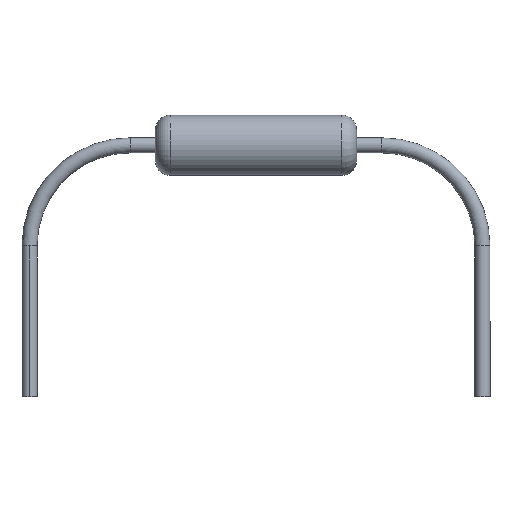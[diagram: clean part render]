
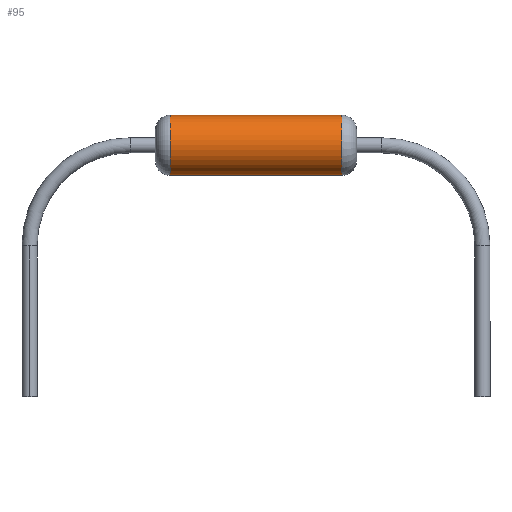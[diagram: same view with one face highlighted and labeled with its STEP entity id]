
A CAD part, top view. The second image highlights one B-rep face of the part: STEP entity #95.
In plain terms, the highlighted cylindrical face has radius 0.6 mm (diameter 1.2 mm), a partial arc.
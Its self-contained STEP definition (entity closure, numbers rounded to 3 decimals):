
#54 = EDGE_CURVE ( 'NONE', #55, #86, #626, .T. ) ;
#55 = VERTEX_POINT ( 'NONE', #605 ) ;
#65 = EDGE_CURVE ( 'NONE', #72, #55, #749, .T. ) ;
#66 = ORIENTED_EDGE ( 'NONE', *, *, #65, .F. ) ;
#70 = ORIENTED_EDGE ( 'NONE', *, *, #54, .F. ) ;
#72 = VERTEX_POINT ( 'NONE', #718 ) ;
#73 = VERTEX_POINT ( 'NONE', #717 ) ;
#74 = ORIENTED_EDGE ( 'NONE', *, *, #75, .T. ) ;
#75 = EDGE_CURVE ( 'NONE', #73, #86, #716, .T. ) ;
#76 = ORIENTED_EDGE ( 'NONE', *, *, #78, .T. ) ;
#77 = EDGE_LOOP ( 'NONE', ( #76, #74, #70, #66 ) ) ;
#78 = EDGE_CURVE ( 'NONE', #72, #73, #712, .T. ) ;
#86 = VERTEX_POINT ( 'NONE', #628 ) ;
#95 = ADVANCED_FACE ( 'NONE', ( #680 ), #591, .T. ) ;
#588 = DIRECTION ( 'NONE',  ( 0., 1., 0. ) ) ;
#589 = DIRECTION ( 'NONE',  ( 1., 0., 0. ) ) ;
#590 = AXIS2_PLACEMENT_3D ( 'NONE', #593, #589, #588 ) ;
#591 = CYLINDRICAL_SURFACE ( 'NONE', #590, 0.6 ) ;
#593 = CARTESIAN_POINT ( 'NONE',  ( 2., 0., 0. ) ) ;
#605 = CARTESIAN_POINT ( 'NONE',  ( 1.7, 0.6, 0. ) ) ;
#606 = DIRECTION ( 'NONE',  ( 0., 1., 0. ) ) ;
#622 = CARTESIAN_POINT ( 'NONE',  ( 1.7, 0., 0. ) ) ;
#624 = DIRECTION ( 'NONE',  ( 1., 0., 0. ) ) ;
#625 = AXIS2_PLACEMENT_3D ( 'NONE', #622, #624, #606 ) ;
#626 = CIRCLE ( 'NONE', #625, 0.6 ) ;
#628 = CARTESIAN_POINT ( 'NONE',  ( 1.7, -0.6, 0. ) ) ;
#680 = FACE_OUTER_BOUND ( 'NONE', #77, .T. ) ;
#708 = DIRECTION ( 'NONE',  ( 0., 1., 0. ) ) ;
#709 = DIRECTION ( 'NONE',  ( 1., 0., 0. ) ) ;
#710 = CARTESIAN_POINT ( 'NONE',  ( -1.7, 0., 0. ) ) ;
#711 = AXIS2_PLACEMENT_3D ( 'NONE', #710, #709, #708 ) ;
#712 = CIRCLE ( 'NONE', #711, 0.6 ) ;
#713 = DIRECTION ( 'NONE',  ( 1., 0., 0. ) ) ;
#714 = VECTOR ( 'NONE', #713, 1000. ) ;
#715 = CARTESIAN_POINT ( 'NONE',  ( 2., -0.6, 0. ) ) ;
#716 = LINE ( 'NONE', #715, #714 ) ;
#717 = CARTESIAN_POINT ( 'NONE',  ( -1.7, -0.6, 0. ) ) ;
#718 = CARTESIAN_POINT ( 'NONE',  ( -1.7, 0.6, 0. ) ) ;
#746 = DIRECTION ( 'NONE',  ( 1., 0., 0. ) ) ;
#747 = VECTOR ( 'NONE', #746, 1000. ) ;
#748 = CARTESIAN_POINT ( 'NONE',  ( 2., 0.6, 0. ) ) ;
#749 = LINE ( 'NONE', #748, #747 ) ;
